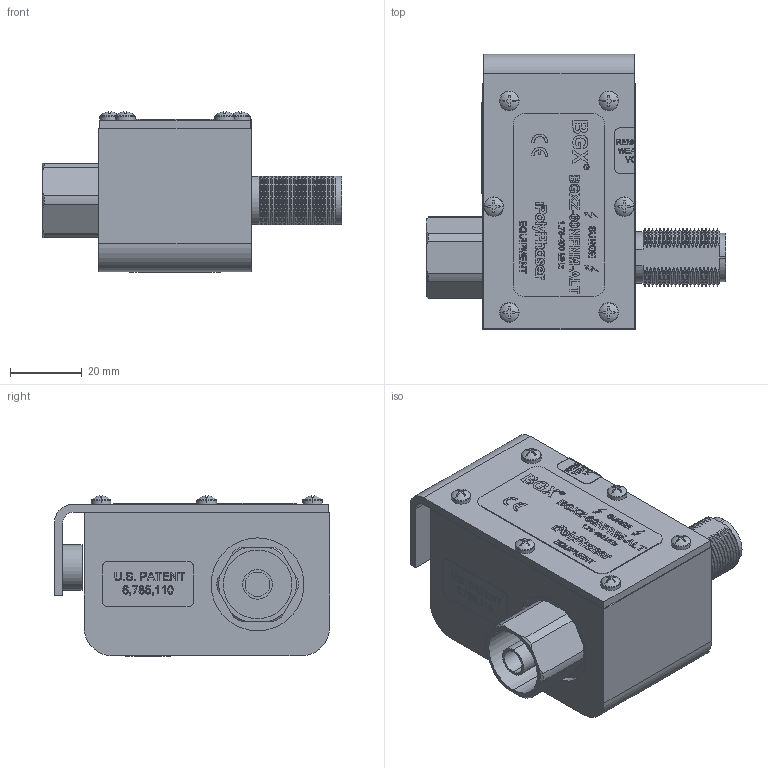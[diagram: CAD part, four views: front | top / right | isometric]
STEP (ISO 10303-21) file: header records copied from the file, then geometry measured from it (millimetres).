
FILE_DESCRIPTION (( 'STEP AP214' ), '1' );
FILE_NAME ('BGXZ-60NFNM-ALT.STEP', '2019-07-30T16:03:49', ( '' ), ( '' ), 'SwSTEP 2.0', 'SolidWorks 2019', '' );
FILE_SCHEMA (( 'AUTOMOTIVE_DESIGN' ));
Length unit declared in the file: inch
Products named in the file (17): 2011-1306; 1103-0002; 7020-1394; 7040-0062; 7020-3363; 9020-0070; 1081-0251-05; 9090-2060; 1708-1211; 7020-2798; 7040-0079-in_109-0501W-B; BGXZ-60NFNM-ALT; 2012-1306; 5220-0013; 2003-1052; 1101-0211-03; 5330-0214-01
Assembly tree (24 placements, depth 3):
  BGXZ-60NFNM-ALT
    9090-2060
      5330-0214-01
      1101-0211-03  x2
      1103-0002  x2
      2012-1306
      2011-1306
      7040-0062  x2
    7040-0079-in_109-0501W-B
    9020-0070
      5220-0013
      1708-1211
    1081-0251-05  x6
    7020-1394
    7020-2798
    7020-3363
    2003-1052
Bounding box: 83.21 x 76.45 x 44.54 mm (x, y, z)
Volume: 88449.6 mm3; surface area: 44970.1 mm2
Topology: 22 solids, 22 shells, 3453 faces, 8897 edges, 5666 vertices
Faces by surface type: plane 1610, cylinder 746, cone 552, bspline 485, torus 56, sphere 4
Entity records: 114520 total; most frequent: CARTESIAN_POINT 34882, ORIENTED_EDGE 14738, DIRECTION 11878, EDGE_CURVE 7369, VECTOR 4856, LINE 4856, VERTEX_POINT 4815, AXIS2_PLACEMENT_3D 3511
